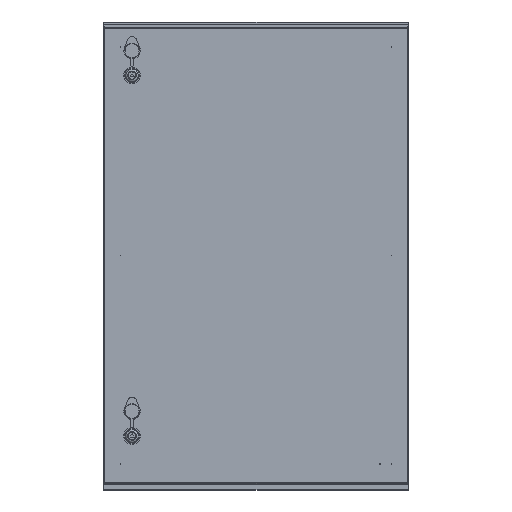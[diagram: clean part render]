
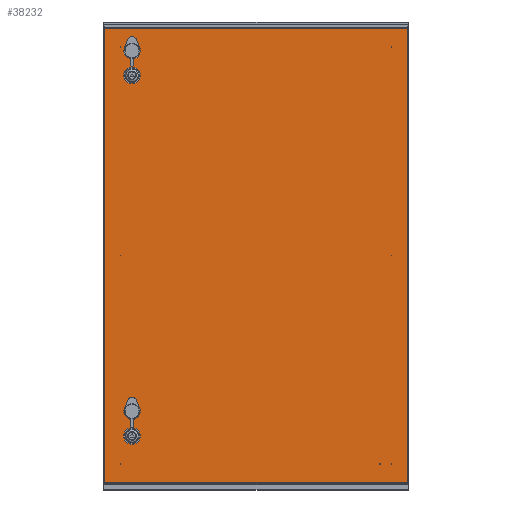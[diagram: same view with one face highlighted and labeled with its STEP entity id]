
A CAD part, top view. The second image highlights one B-rep face of the part: STEP entity #38232.
In plain terms, the highlighted planar face has unit normal (0, 0, 1).
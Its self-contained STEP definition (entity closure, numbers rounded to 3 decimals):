
#722 = FACE_BOUND ( 'NONE', #81754, .T. ) ;
#1005 = ORIENTED_EDGE ( 'NONE', *, *, #9671, .F. ) ;
#1824 = DIRECTION ( 'NONE',  ( 0., 0., -1. ) ) ;
#2995 = FACE_BOUND ( 'NONE', #80213, .T. ) ;
#3586 = EDGE_LOOP ( 'NONE', ( #67870 ) ) ;
#4270 = VECTOR ( 'NONE', #67943, 1000. ) ;
#4498 = LINE ( 'NONE', #19315, #61769 ) ;
#4714 = DIRECTION ( 'NONE',  ( 0., 1., 0. ) ) ;
#5683 = EDGE_CURVE ( 'NONE', #43064, #62610, #5922, .T. ) ;
#5922 = LINE ( 'NONE', #59598, #44096 ) ;
#6360 = DIRECTION ( 'NONE',  ( 0., 0., 1. ) ) ;
#7573 = CIRCLE ( 'NONE', #31730, 0.5 ) ;
#9202 = AXIS2_PLACEMENT_3D ( 'NONE', #49347, #6360, #56571 ) ;
#9671 = EDGE_CURVE ( 'NONE', #44761, #44761, #64784, .T. ) ;
#10508 = VERTEX_POINT ( 'NONE', #23822 ) ;
#11275 = ORIENTED_EDGE ( 'NONE', *, *, #44630, .F. ) ;
#13764 = VERTEX_POINT ( 'NONE', #75616 ) ;
#14368 = CARTESIAN_POINT ( 'NONE',  ( -264.634, 385.5, 140.8 ) ) ;
#16194 = CIRCLE ( 'NONE', #32299, 0.5 ) ;
#17238 = VERTEX_POINT ( 'NONE', #26502 ) ;
#17619 = FACE_BOUND ( 'NONE', #3586, .T. ) ;
#17633 = EDGE_LOOP ( 'NONE', ( #1005 ) ) ;
#19192 = AXIS2_PLACEMENT_3D ( 'NONE', #82636, #39693, #89862 ) ;
#19315 = CARTESIAN_POINT ( 'NONE',  ( 0.366, 485.5, 140.8 ) ) ;
#19851 = FACE_BOUND ( 'NONE', #17633, .T. ) ;
#20914 = AXIS2_PLACEMENT_3D ( 'NONE', #82377, #39418, #89586 ) ;
#21129 = LINE ( 'NONE', #24984, #4270 ) ;
#21564 = DIRECTION ( 'NONE',  ( 0., 1., 0. ) ) ;
#22135 = EDGE_LOOP ( 'NONE', ( #90253 ) ) ;
#22908 = AXIS2_PLACEMENT_3D ( 'NONE', #23870, #74009, #31073 ) ;
#23294 = EDGE_CURVE ( 'NONE', #87065, #43064, #4498, .T. ) ;
#23822 = CARTESIAN_POINT ( 'NONE',  ( -289.534, 445.5, 140.8 ) ) ;
#23870 = CARTESIAN_POINT ( 'NONE',  ( 288.966, 445.5, 140.8 ) ) ;
#24160 = CIRCLE ( 'NONE', #22908, 0.5 ) ;
#24984 = CARTESIAN_POINT ( 'NONE',  ( 0.366, -484.5, 140.8 ) ) ;
#25788 = CARTESIAN_POINT ( 'NONE',  ( -289.034, -444.5, 140.8 ) ) ;
#26502 = CARTESIAN_POINT ( 'NONE',  ( 288.466, 0.5, 140.8 ) ) ;
#27544 = VERTEX_POINT ( 'NONE', #91629 ) ;
#27662 = DIRECTION ( 'NONE',  ( 0., 0., 1. ) ) ;
#28812 = CARTESIAN_POINT ( 'NONE',  ( -323.634, 0.5, 140.8 ) ) ;
#29124 = VECTOR ( 'NONE', #86212, 1000. ) ;
#30909 = EDGE_LOOP ( 'NONE', ( #65711 ) ) ;
#31073 = DIRECTION ( 'NONE',  ( -1., 0., 0. ) ) ;
#31730 = AXIS2_PLACEMENT_3D ( 'NONE', #25788, #75940, #33045 ) ;
#32299 = AXIS2_PLACEMENT_3D ( 'NONE', #85875, #42908, #93083 ) ;
#33045 = DIRECTION ( 'NONE',  ( -1., 0., 0. ) ) ;
#34231 = EDGE_CURVE ( 'NONE', #82590, #82590, #62928, .T. ) ;
#34936 = VERTEX_POINT ( 'NONE', #69439 ) ;
#36166 = ORIENTED_EDGE ( 'NONE', *, *, #23294, .F. ) ;
#38232 = ADVANCED_FACE ( 'NONE', ( #19851, #74821, #2995, #55789, #722, #77058, #17619, #91700, #72526, #53526 ), #45144, .F. ) ;
#39418 = DIRECTION ( 'NONE',  ( 0., 0., 1. ) ) ;
#39693 = DIRECTION ( 'NONE',  ( 0., 0., 1. ) ) ;
#40189 = EDGE_CURVE ( 'NONE', #86979, #86979, #16194, .T. ) ;
#42589 = CARTESIAN_POINT ( 'NONE',  ( -264.634, -367., 140.8 ) ) ;
#42908 = DIRECTION ( 'NONE',  ( 0., 0., 1. ) ) ;
#43064 = VERTEX_POINT ( 'NONE', #91424 ) ;
#44096 = VECTOR ( 'NONE', #88139, 1000. ) ;
#44630 = EDGE_CURVE ( 'NONE', #62610, #34936, #21129, .T. ) ;
#44761 = VERTEX_POINT ( 'NONE', #70267 ) ;
#45144 = PLANE ( 'NONE',  #59197 ) ;
#46746 = EDGE_CURVE ( 'NONE', #34936, #87065, #52735, .T. ) ;
#47696 = DIRECTION ( 'NONE',  ( 0., 0., 1. ) ) ;
#49347 = CARTESIAN_POINT ( 'NONE',  ( 264.366, -444.5, 140.8 ) ) ;
#49706 = ORIENTED_EDGE ( 'NONE', *, *, #5683, .F. ) ;
#51888 = EDGE_CURVE ( 'NONE', #17238, #17238, #89112, .T. ) ;
#52354 = CARTESIAN_POINT ( 'NONE',  ( 0.366, 0.5, 140.8 ) ) ;
#52735 = LINE ( 'NONE', #28812, #29124 ) ;
#53370 = AXIS2_PLACEMENT_3D ( 'NONE', #14368, #64537, #21564 ) ;
#53526 = FACE_BOUND ( 'NONE', #57220, .T. ) ;
#55789 = FACE_BOUND ( 'NONE', #30909, .T. ) ;
#56571 = DIRECTION ( 'NONE',  ( -1., 0., 0. ) ) ;
#57220 = EDGE_LOOP ( 'NONE', ( #91161 ) ) ;
#57503 = CARTESIAN_POINT ( 'NONE',  ( -289.534, -444.5, 140.8 ) ) ;
#59197 = AXIS2_PLACEMENT_3D ( 'NONE', #52354, #1824, #59570 ) ;
#59570 = DIRECTION ( 'NONE',  ( -1., 0., 0. ) ) ;
#59598 = CARTESIAN_POINT ( 'NONE',  ( 324.366, 0.5, 140.8 ) ) ;
#59930 = EDGE_CURVE ( 'NONE', #85756, #85756, #7573, .T. ) ;
#61769 = VECTOR ( 'NONE', #62287, 1000. ) ;
#62287 = DIRECTION ( 'NONE',  ( 1., 0., 0. ) ) ;
#62610 = VERTEX_POINT ( 'NONE', #75985 ) ;
#62928 = CIRCLE ( 'NONE', #72744, 17.5 ) ;
#64472 = ORIENTED_EDGE ( 'NONE', *, *, #73244, .F. ) ;
#64537 = DIRECTION ( 'NONE',  ( 0., 0., 1. ) ) ;
#64784 = CIRCLE ( 'NONE', #53370, 17.5 ) ;
#64914 = ORIENTED_EDGE ( 'NONE', *, *, #90065, .F. ) ;
#65184 = EDGE_LOOP ( 'NONE', ( #36166, #68941, #11275, #49706 ) ) ;
#65711 = ORIENTED_EDGE ( 'NONE', *, *, #51888, .F. ) ;
#65935 = AXIS2_PLACEMENT_3D ( 'NONE', #70562, #27662, #77810 ) ;
#67607 = CIRCLE ( 'NONE', #65935, 0.5 ) ;
#67870 = ORIENTED_EDGE ( 'NONE', *, *, #77699, .F. ) ;
#67943 = DIRECTION ( 'NONE',  ( -1., 0., 0. ) ) ;
#68740 = CARTESIAN_POINT ( 'NONE',  ( 263.866, -444.5, 140.8 ) ) ;
#68941 = ORIENTED_EDGE ( 'NONE', *, *, #46746, .F. ) ;
#69439 = CARTESIAN_POINT ( 'NONE',  ( -323.634, -484.5, 140.8 ) ) ;
#70267 = CARTESIAN_POINT ( 'NONE',  ( -264.634, 403., 140.8 ) ) ;
#70562 = CARTESIAN_POINT ( 'NONE',  ( -289.034, 0.5, 140.8 ) ) ;
#72239 = CIRCLE ( 'NONE', #9202, 0.5 ) ;
#72397 = EDGE_CURVE ( 'NONE', #13764, #13764, #24160, .T. ) ;
#72526 = FACE_OUTER_BOUND ( 'NONE', #65184, .T. ) ;
#72744 = AXIS2_PLACEMENT_3D ( 'NONE', #90675, #47696, #4714 ) ;
#72920 = CARTESIAN_POINT ( 'NONE',  ( 288.466, -444.5, 140.8 ) ) ;
#73244 = EDGE_CURVE ( 'NONE', #83330, #83330, #72239, .T. ) ;
#73274 = CARTESIAN_POINT ( 'NONE',  ( -323.634, 485.5, 140.8 ) ) ;
#74009 = DIRECTION ( 'NONE',  ( 0., 0., 1. ) ) ;
#74821 = FACE_BOUND ( 'NONE', #77450, .T. ) ;
#75616 = CARTESIAN_POINT ( 'NONE',  ( 288.466, 445.5, 140.8 ) ) ;
#75940 = DIRECTION ( 'NONE',  ( 0., 0., 1. ) ) ;
#75985 = CARTESIAN_POINT ( 'NONE',  ( 324.366, -484.5, 140.8 ) ) ;
#77058 = FACE_BOUND ( 'NONE', #22135, .T. ) ;
#77450 = EDGE_LOOP ( 'NONE', ( #64472 ) ) ;
#77699 = EDGE_CURVE ( 'NONE', #27544, #27544, #67607, .T. ) ;
#77810 = DIRECTION ( 'NONE',  ( -1., 0., 0. ) ) ;
#80213 = EDGE_LOOP ( 'NONE', ( #90454 ) ) ;
#81754 = EDGE_LOOP ( 'NONE', ( #84890 ) ) ;
#82046 = CIRCLE ( 'NONE', #20914, 0.5 ) ;
#82377 = CARTESIAN_POINT ( 'NONE',  ( -289.034, 445.5, 140.8 ) ) ;
#82590 = VERTEX_POINT ( 'NONE', #42589 ) ;
#82636 = CARTESIAN_POINT ( 'NONE',  ( 288.966, 0.5, 140.8 ) ) ;
#83330 = VERTEX_POINT ( 'NONE', #68740 ) ;
#83441 = EDGE_LOOP ( 'NONE', ( #64914 ) ) ;
#84890 = ORIENTED_EDGE ( 'NONE', *, *, #40189, .F. ) ;
#85756 = VERTEX_POINT ( 'NONE', #57503 ) ;
#85875 = CARTESIAN_POINT ( 'NONE',  ( 288.966, -444.5, 140.8 ) ) ;
#86212 = DIRECTION ( 'NONE',  ( 0., 1., 0. ) ) ;
#86979 = VERTEX_POINT ( 'NONE', #72920 ) ;
#87065 = VERTEX_POINT ( 'NONE', #73274 ) ;
#88139 = DIRECTION ( 'NONE',  ( 0., -1., 0. ) ) ;
#89112 = CIRCLE ( 'NONE', #19192, 0.5 ) ;
#89586 = DIRECTION ( 'NONE',  ( -1., 0., 0. ) ) ;
#89862 = DIRECTION ( 'NONE',  ( -1., 0., 0. ) ) ;
#90065 = EDGE_CURVE ( 'NONE', #10508, #10508, #82046, .T. ) ;
#90253 = ORIENTED_EDGE ( 'NONE', *, *, #59930, .F. ) ;
#90454 = ORIENTED_EDGE ( 'NONE', *, *, #72397, .F. ) ;
#90675 = CARTESIAN_POINT ( 'NONE',  ( -264.634, -384.5, 140.8 ) ) ;
#91161 = ORIENTED_EDGE ( 'NONE', *, *, #34231, .F. ) ;
#91424 = CARTESIAN_POINT ( 'NONE',  ( 324.366, 485.5, 140.8 ) ) ;
#91629 = CARTESIAN_POINT ( 'NONE',  ( -289.534, 0.5, 140.8 ) ) ;
#91700 = FACE_BOUND ( 'NONE', #83441, .T. ) ;
#93083 = DIRECTION ( 'NONE',  ( -1., 0., 0. ) ) ;
